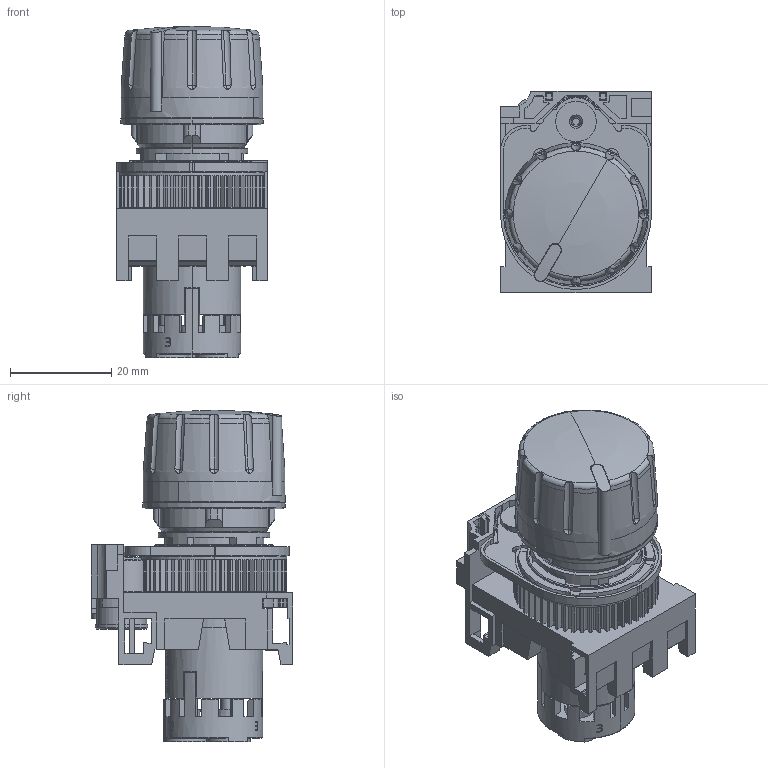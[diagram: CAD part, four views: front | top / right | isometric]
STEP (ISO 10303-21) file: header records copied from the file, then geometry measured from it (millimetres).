
FILE_DESCRIPTION(('STEP AP214'),'1');
FILE_NAME('cctmp_F5C8E19A-1702-4454-B5EA-EA8F443A2AE2_2025_10_07_17_49_36_0780..stp','2025-10-07T15:49:38',('SIEMENS A&D'),('CADClick - www.CADClick.com'),'Spatial InterOp 3D postprocessed',' ','unknown authorization');
FILE_SCHEMA(('AUTOMOTIVE_DESIGN'));
Length unit declared in the file: millimetre
Products named in the file (3): cc_unnamed; 0_1; 0
Assembly tree (2 placements, depth 2):
  cc_unnamed
    0_1
    0
Bounding box: 29.8 x 39.83 x 65.36 mm (x, y, z)
Volume: 32823 mm3; surface area: 20141 mm2
Topology: 2 solids, 3 shells, 2304 faces, 6586 edges, 4306 vertices
Faces by surface type: plane 1618, cylinder 550, cone 91, sphere 25, torus 20
Entity records: 84393 total; most frequent: CARTESIAN_POINT 15678, DIRECTION 13234, ORIENTED_EDGE 13120, EDGE_CURVE 6560, AXIS2_PLACEMENT_3D 4651, VERTEX_POINT 4306, LINE 3932, VECTOR 3932
